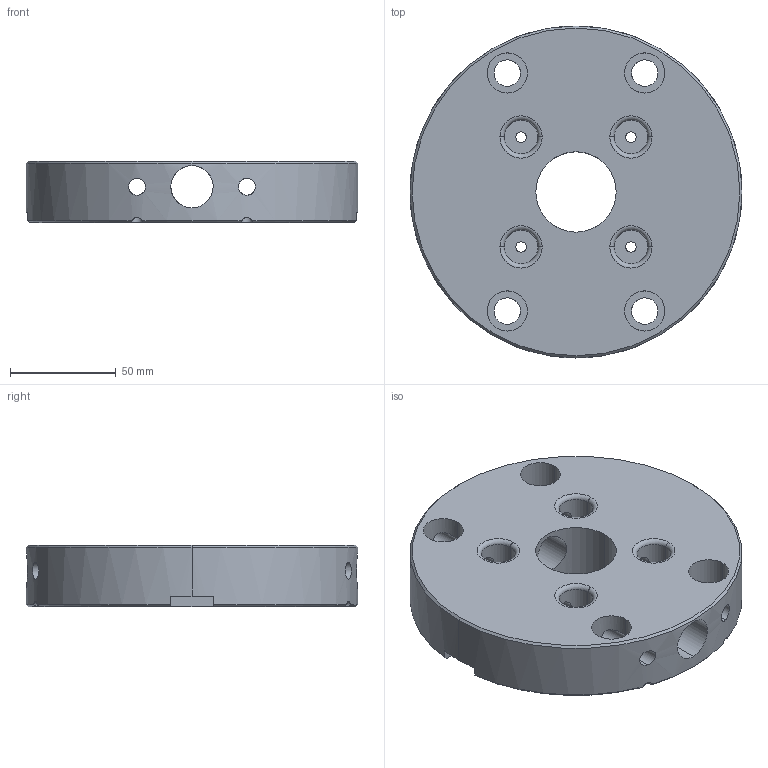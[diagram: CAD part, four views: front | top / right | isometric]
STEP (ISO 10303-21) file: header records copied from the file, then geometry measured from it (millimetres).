
FILE_DESCRIPTION (( 'STEP AP203' ), '1' );
FILE_NAME ('SF-M-52X52-8009 - M.STEP', '2025-03-13T23:55:50', ( '微软用户' ), ( '微软中国' ), 'SwSTEP 2.0', 'SolidWorks 2016', '' );
FILE_SCHEMA (( 'CONFIG_CONTROL_DESIGN' ));
Length unit declared in the file: millimetre
Products named in the file (1): SF-M-52X52-8009 - M
Bounding box: 157 x 157 x 29 mm (x, y, z)
Volume: 427454.7 mm3; surface area: 74290.9 mm2
Topology: 1 solids, 1 shells, 96 faces, 288 edges, 186 vertices
Faces by surface type: cylinder 62, plane 18, torus 8, cone 8
Entity records: 5219 total; most frequent: CARTESIAN_POINT 2563, ORIENTED_EDGE 576, DIRECTION 494, EDGE_CURVE 288, AXIS2_PLACEMENT_3D 197, VERTEX_POINT 186, EDGE_LOOP 130, CIRCLE 100
